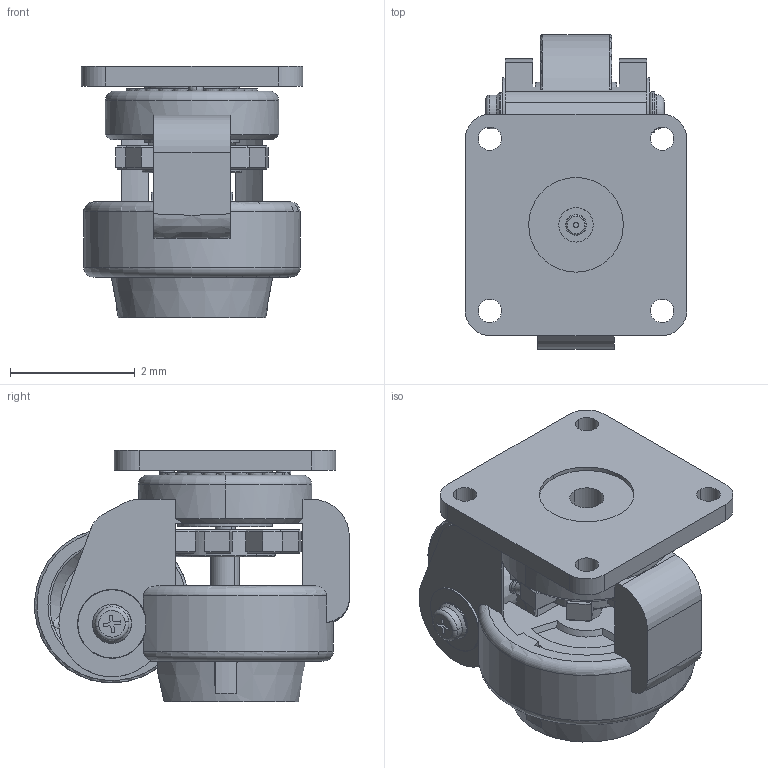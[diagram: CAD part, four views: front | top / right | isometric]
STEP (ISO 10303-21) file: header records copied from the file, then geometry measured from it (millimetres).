
FILE_DESCRIPTION((''),'2;1');
FILE_NAME('13CP0074.stp','2015-07-15T08:17:48',(''),(''),'Mechanical Desktop 2011','Mechanical Desktop 2011',', , ');
FILE_SCHEMA(('CONFIG_CONTROL_DESIGN'));
Length unit declared in the file: millimetre
Products named in the file (1): Product
Bounding box: 3.54 x 5.04 x 4.02 mm (x, y, z)
Volume: 29 mm3; surface area: 170.7 mm2
Topology: 3 solids, 5 shells, 551 faces, 1638 edges, 1016 vertices
Faces by surface type: plane 282, cylinder 136, sphere 46, torus 44, cone 26, bspline 17
Entity records: 22670 total; most frequent: CARTESIAN_POINT 8526, ORIENTED_EDGE 3092, DIRECTION 2878, EDGE_CURVE 1546, AXIS2_PLACEMENT_3D 1181, VERTEX_POINT 1016, CIRCLE 637, EDGE_LOOP 592
